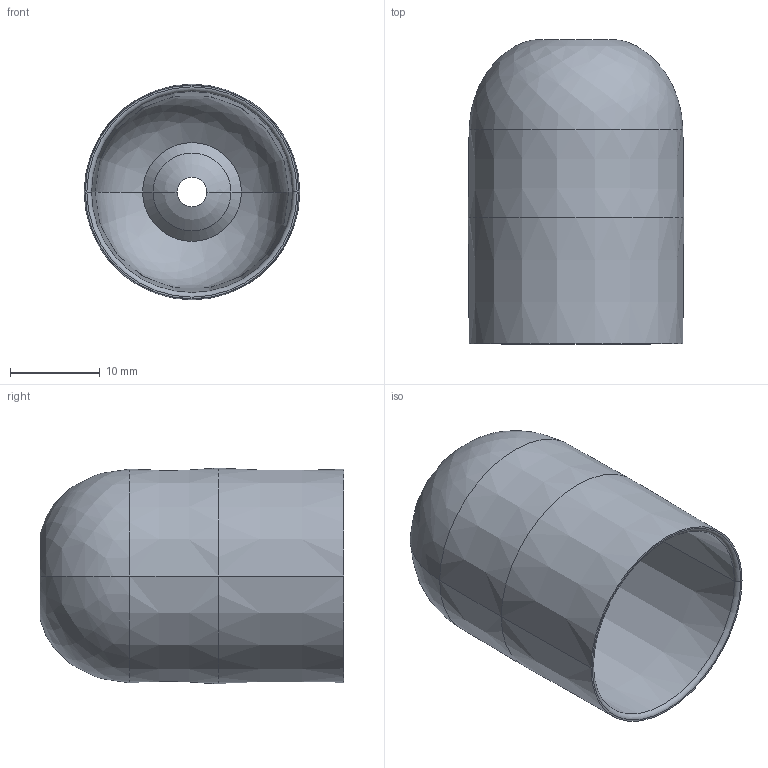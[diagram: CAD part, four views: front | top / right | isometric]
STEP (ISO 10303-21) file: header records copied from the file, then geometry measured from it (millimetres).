
FILE_DESCRIPTION((''),'2;1');
FILE_NAME('PRT','2023-02-12T18:06:28',('QI'),('Zhizhan'),'CREO PARAMETRIC BY PTC INC, 2019352','CREO PARAMETRIC BY PTC INC, 2019352','');
FILE_SCHEMA(('AUTOMOTIVE_DESIGN { 1 0 10303 214 1 1 1 1 }'));
Length unit declared in the file: millimetre
Products named in the file (1): PRT
Bounding box: 24 x 33.8 x 24 mm (x, y, z)
Volume: 2752.2 mm3; surface area: 5034.4 mm2
Topology: 1 solids, 1 shells, 29 faces, 58 edges, 30 vertices
Faces by surface type: cone 10, torus 6, sphere 4, revolution 4, cylinder 2, bspline 2, plane 1
Entity records: 1183 total; most frequent: CARTESIAN_POINT 250, DIRECTION 170, COLOUR_RGB 169, ORIENTED_EDGE 116, AXIS2_PLACEMENT_3D 75, EDGE_CURVE 58, CIRCLE 42, VERTEX_POINT 30
